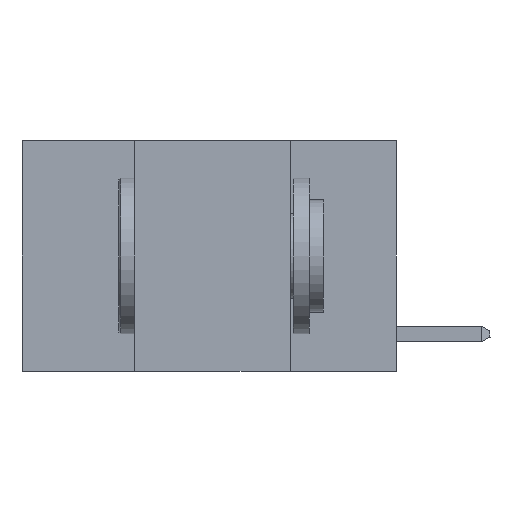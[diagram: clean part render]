
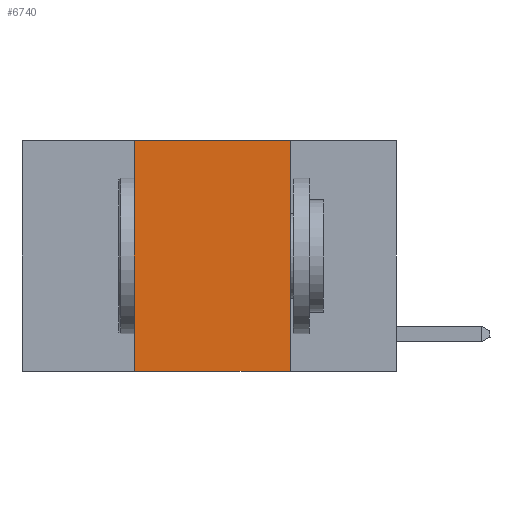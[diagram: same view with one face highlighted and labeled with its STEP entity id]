
A CAD part, left-side view. The second image highlights one B-rep face of the part: STEP entity #6740.
In plain terms, the highlighted planar face has unit normal (-1, 0, 0).
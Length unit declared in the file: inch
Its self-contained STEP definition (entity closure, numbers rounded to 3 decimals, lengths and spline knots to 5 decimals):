
#294 = LINE ( 'NONE', #3161, #5530 ) ;
#504 = AXIS2_PLACEMENT_3D ( 'NONE', #6817, #4641, #8863 ) ;
#717 = LINE ( 'NONE', #2278, #3114 ) ;
#980 = CARTESIAN_POINT ( 'NONE',  ( 0., 0.42, 0. ) ) ;
#1044 = ORIENTED_EDGE ( 'NONE', *, *, #1137, .F. ) ;
#1060 = ORIENTED_EDGE ( 'NONE', *, *, #1062, .T. ) ;
#1062 = EDGE_CURVE ( 'NONE', #8226, #7971, #8201, .T. ) ;
#1074 = DIRECTION ( 'NONE',  ( 0., 0., -1. ) ) ;
#1100 = FACE_OUTER_BOUND ( 'NONE', #1176, .T. ) ;
#1137 = EDGE_CURVE ( 'NONE', #8226, #8094, #8249, .T. ) ;
#1176 = EDGE_LOOP ( 'NONE', ( #6511, #3291, #1044, #1060 ) ) ;
#1598 = CARTESIAN_POINT ( 'NONE',  ( 0., 0.17, -0.37 ) ) ;
#1689 = CARTESIAN_POINT ( 'NONE',  ( 0., 0.6, -0.37 ) ) ;
#2278 = CARTESIAN_POINT ( 'NONE',  ( 0., 0.6, 0. ) ) ;
#3114 = VECTOR ( 'NONE', #5817, 39.37008 ) ;
#3161 = CARTESIAN_POINT ( 'NONE',  ( 0., 0.17, 0. ) ) ;
#3291 = ORIENTED_EDGE ( 'NONE', *, *, #7479, .F. ) ;
#4641 = DIRECTION ( 'NONE',  ( 1., 0., 0. ) ) ;
#4654 = DIRECTION ( 'NONE',  ( 0., -1., 0. ) ) ;
#4673 = VECTOR ( 'NONE', #5452, 39.37008 ) ;
#5452 = DIRECTION ( 'NONE',  ( 0., 0., 1. ) ) ;
#5530 = VECTOR ( 'NONE', #1074, 39.37008 ) ;
#5556 = CARTESIAN_POINT ( 'NONE',  ( 0., 0.42, 0. ) ) ;
#5817 = DIRECTION ( 'NONE',  ( 0., -1., 0. ) ) ;
#6511 = ORIENTED_EDGE ( 'NONE', *, *, #8108, .F. ) ;
#6740 = ADVANCED_FACE ( 'NONE', ( #1100 ), #8088, .F. ) ;
#6758 = VECTOR ( 'NONE', #4654, 39.37008 ) ;
#6817 = CARTESIAN_POINT ( 'NONE',  ( 0., 0.6, 0. ) ) ;
#7105 = VERTEX_POINT ( 'NONE', #8372 ) ;
#7479 = EDGE_CURVE ( 'NONE', #8094, #7105, #717, .T. ) ;
#7670 = CARTESIAN_POINT ( 'NONE',  ( 0., 0.42, -0.37 ) ) ;
#7971 = VERTEX_POINT ( 'NONE', #1598 ) ;
#8088 = PLANE ( 'NONE',  #504 ) ;
#8094 = VERTEX_POINT ( 'NONE', #980 ) ;
#8108 = EDGE_CURVE ( 'NONE', #7105, #7971, #294, .T. ) ;
#8201 = LINE ( 'NONE', #1689, #6758 ) ;
#8226 = VERTEX_POINT ( 'NONE', #7670 ) ;
#8249 = LINE ( 'NONE', #5556, #4673 ) ;
#8372 = CARTESIAN_POINT ( 'NONE',  ( 0., 0.17, 0. ) ) ;
#8863 = DIRECTION ( 'NONE',  ( 0., 0., -1. ) ) ;
